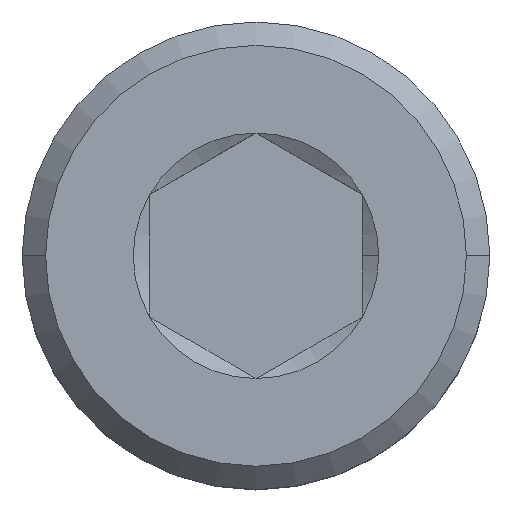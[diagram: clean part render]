
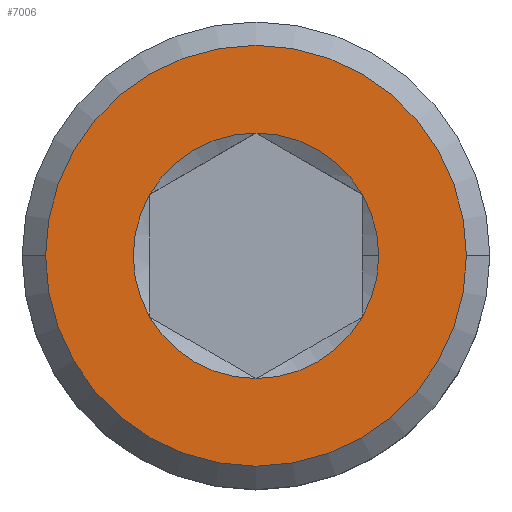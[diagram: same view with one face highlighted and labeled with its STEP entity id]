
A CAD part, top view. The second image highlights one B-rep face of the part: STEP entity #7006.
In plain terms, the highlighted planar face has unit normal (0, 0, 1).
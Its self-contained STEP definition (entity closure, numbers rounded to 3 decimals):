
#50 = AXIS2_PLACEMENT_3D ( 'NONE', #4182, #4811, #5453 ) ;
#322 = CARTESIAN_POINT ( 'NONE',  ( -1.25, 0.722, 24. ) ) ;
#395 = CARTESIAN_POINT ( 'NONE',  ( 0., 0., 24. ) ) ;
#469 = AXIS2_PLACEMENT_3D ( 'NONE', #6003, #5343, #7186 ) ;
#577 = DIRECTION ( 'NONE',  ( 0., 0., 1. ) ) ;
#655 = FACE_OUTER_BOUND ( 'NONE', #980, .T. ) ;
#743 = CARTESIAN_POINT ( 'NONE',  ( -2.475, 0., 24. ) ) ;
#980 = EDGE_LOOP ( 'NONE', ( #5613, #5522 ) ) ;
#1126 = AXIS2_PLACEMENT_3D ( 'NONE', #5137, #1504, #6899 ) ;
#1484 = VERTEX_POINT ( 'NONE', #6765 ) ;
#1504 = DIRECTION ( 'NONE',  ( 0., 0., 1. ) ) ;
#1553 = CIRCLE ( 'NONE', #7093, 1.443 ) ;
#1680 = EDGE_CURVE ( 'NONE', #5733, #6699, #4014, .T. ) ;
#1882 = AXIS2_PLACEMENT_3D ( 'NONE', #7615, #3953, #4501 ) ;
#2066 = EDGE_CURVE ( 'NONE', #6495, #2900, #5839, .T. ) ;
#2134 = DIRECTION ( 'NONE',  ( 1., 0., 0. ) ) ;
#2200 = AXIS2_PLACEMENT_3D ( 'NONE', #7562, #5778, #6917 ) ;
#2372 = EDGE_CURVE ( 'NONE', #6699, #5629, #5151, .T. ) ;
#2434 = EDGE_CURVE ( 'NONE', #3769, #7187, #1553, .T. ) ;
#2507 = DIRECTION ( 'NONE',  ( 0., 0., 1. ) ) ;
#2536 = EDGE_CURVE ( 'NONE', #1484, #5733, #6864, .T. ) ;
#2900 = VERTEX_POINT ( 'NONE', #6545 ) ;
#2968 = EDGE_CURVE ( 'NONE', #7187, #4555, #3900, .T. ) ;
#3047 = CARTESIAN_POINT ( 'NONE',  ( 0., 0., 24. ) ) ;
#3143 = AXIS2_PLACEMENT_3D ( 'NONE', #395, #6528, #5280 ) ;
#3209 = ORIENTED_EDGE ( 'NONE', *, *, #2434, .F. ) ;
#3485 = DIRECTION ( 'NONE',  ( 0., 0., 1. ) ) ;
#3582 = EDGE_CURVE ( 'NONE', #2900, #6495, #6091, .T. ) ;
#3769 = VERTEX_POINT ( 'NONE', #5913 ) ;
#3862 = EDGE_CURVE ( 'NONE', #5629, #3769, #7241, .T. ) ;
#3900 = CIRCLE ( 'NONE', #3143, 1.443 ) ;
#3953 = DIRECTION ( 'NONE',  ( 0., 0., 1. ) ) ;
#4014 = CIRCLE ( 'NONE', #1126, 1.443 ) ;
#4140 = DIRECTION ( 'NONE',  ( 1., 0., 0. ) ) ;
#4182 = CARTESIAN_POINT ( 'NONE',  ( 0., 0., 24. ) ) ;
#4193 = PLANE ( 'NONE',  #7571 ) ;
#4264 = CARTESIAN_POINT ( 'NONE',  ( 1.443, 0., 24. ) ) ;
#4383 = EDGE_CURVE ( 'NONE', #4555, #1484, #6753, .T. ) ;
#4501 = DIRECTION ( 'NONE',  ( 1., 0., 0. ) ) ;
#4555 = VERTEX_POINT ( 'NONE', #4792 ) ;
#4677 = AXIS2_PLACEMENT_3D ( 'NONE', #6599, #3485, #4140 ) ;
#4746 = DIRECTION ( 'NONE',  ( 1., 0., 0. ) ) ;
#4792 = CARTESIAN_POINT ( 'NONE',  ( 1.25, 0.722, 24. ) ) ;
#4811 = DIRECTION ( 'NONE',  ( 0., 0., 1. ) ) ;
#5070 = DIRECTION ( 'NONE',  ( 0., 0., 1. ) ) ;
#5137 = CARTESIAN_POINT ( 'NONE',  ( 0., 0., 24. ) ) ;
#5151 = CIRCLE ( 'NONE', #2200, 1.443 ) ;
#5280 = DIRECTION ( 'NONE',  ( 1., 0., 0. ) ) ;
#5343 = DIRECTION ( 'NONE',  ( 0., 0., 1. ) ) ;
#5373 = ORIENTED_EDGE ( 'NONE', *, *, #2372, .F. ) ;
#5453 = DIRECTION ( 'NONE',  ( 1., 0., 0. ) ) ;
#5522 = ORIENTED_EDGE ( 'NONE', *, *, #3582, .T. ) ;
#5613 = ORIENTED_EDGE ( 'NONE', *, *, #2066, .T. ) ;
#5629 = VERTEX_POINT ( 'NONE', #5832 ) ;
#5733 = VERTEX_POINT ( 'NONE', #322 ) ;
#5778 = DIRECTION ( 'NONE',  ( 0., 0., 1. ) ) ;
#5832 = CARTESIAN_POINT ( 'NONE',  ( 0., -1.443, 24. ) ) ;
#5839 = CIRCLE ( 'NONE', #6926, 2.475 ) ;
#5913 = CARTESIAN_POINT ( 'NONE',  ( 1.25, -0.722, 24. ) ) ;
#6003 = CARTESIAN_POINT ( 'NONE',  ( 0., 0., 24. ) ) ;
#6085 = DIRECTION ( 'NONE',  ( 1., 0., 0. ) ) ;
#6091 = CIRCLE ( 'NONE', #1882, 2.475 ) ;
#6159 = ORIENTED_EDGE ( 'NONE', *, *, #2968, .F. ) ;
#6218 = ORIENTED_EDGE ( 'NONE', *, *, #4383, .F. ) ;
#6299 = CARTESIAN_POINT ( 'NONE',  ( 0., 0., 24. ) ) ;
#6495 = VERTEX_POINT ( 'NONE', #743 ) ;
#6528 = DIRECTION ( 'NONE',  ( 0., 0., 1. ) ) ;
#6545 = CARTESIAN_POINT ( 'NONE',  ( 2.475, 0., 24. ) ) ;
#6599 = CARTESIAN_POINT ( 'NONE',  ( 0., 0., 24. ) ) ;
#6699 = VERTEX_POINT ( 'NONE', #6963 ) ;
#6753 = CIRCLE ( 'NONE', #4677, 1.443 ) ;
#6765 = CARTESIAN_POINT ( 'NONE',  ( 0., 1.443, 24. ) ) ;
#6786 = ORIENTED_EDGE ( 'NONE', *, *, #2536, .F. ) ;
#6864 = CIRCLE ( 'NONE', #469, 1.443 ) ;
#6899 = DIRECTION ( 'NONE',  ( 1., 0., 0. ) ) ;
#6917 = DIRECTION ( 'NONE',  ( 1., 0., 0. ) ) ;
#6926 = AXIS2_PLACEMENT_3D ( 'NONE', #3047, #2507, #6085 ) ;
#6932 = ORIENTED_EDGE ( 'NONE', *, *, #1680, .F. ) ;
#6963 = CARTESIAN_POINT ( 'NONE',  ( -1.25, -0.722, 24. ) ) ;
#7006 = ADVANCED_FACE ( 'NONE', ( #655, #7312 ), #4193, .T. ) ;
#7093 = AXIS2_PLACEMENT_3D ( 'NONE', #6299, #5070, #2134 ) ;
#7186 = DIRECTION ( 'NONE',  ( 1., 0., 0. ) ) ;
#7187 = VERTEX_POINT ( 'NONE', #4264 ) ;
#7241 = CIRCLE ( 'NONE', #50, 1.443 ) ;
#7312 = FACE_BOUND ( 'NONE', #7522, .T. ) ;
#7522 = EDGE_LOOP ( 'NONE', ( #6218, #6159, #3209, #7622, #5373, #6932, #6786 ) ) ;
#7562 = CARTESIAN_POINT ( 'NONE',  ( 0., 0., 24. ) ) ;
#7571 = AXIS2_PLACEMENT_3D ( 'NONE', #7878, #577, #4746 ) ;
#7615 = CARTESIAN_POINT ( 'NONE',  ( 0., 0., 24. ) ) ;
#7622 = ORIENTED_EDGE ( 'NONE', *, *, #3862, .F. ) ;
#7878 = CARTESIAN_POINT ( 'NONE',  ( 0., 2.75, 24. ) ) ;
